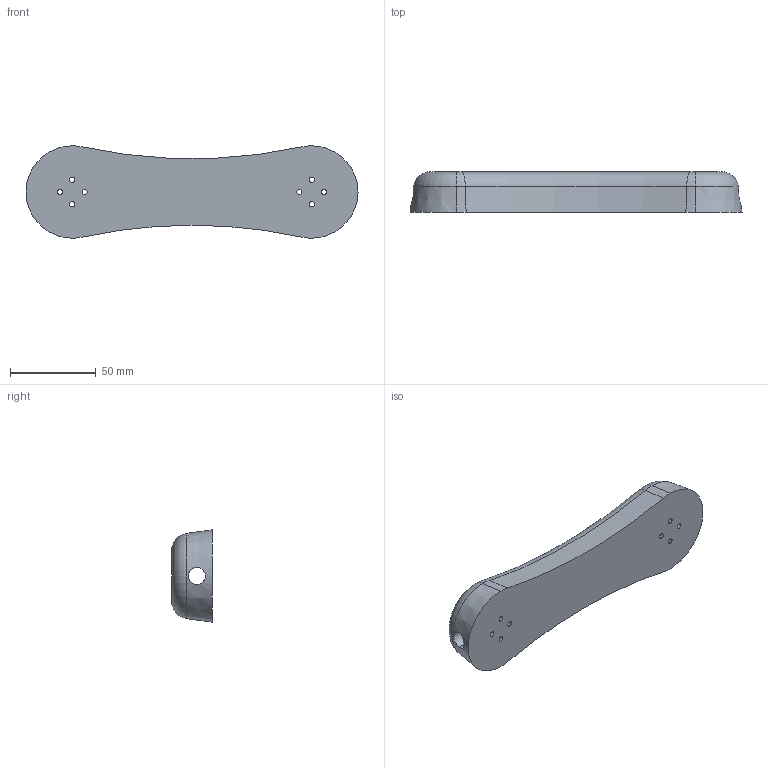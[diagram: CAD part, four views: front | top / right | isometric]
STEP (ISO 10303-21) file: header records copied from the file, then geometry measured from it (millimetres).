
FILE_DESCRIPTION (( 'STEP AP203' ), '1' );
FILE_NAME ('Arm 1_Default_sldprt.STEP', '2024-12-26T22:50:20', ( '' ), ( '' ), 'SwSTEP 2.0', 'SolidWorks 2023', '' );
FILE_SCHEMA (( 'CONFIG_CONTROL_DESIGN' ));
Length unit declared in the file: millimetre
Products named in the file (1): Arm 1_Default_sldprt
Bounding box: 194 x 23.7 x 54 mm (x, y, z)
Volume: 137983.9 mm3; surface area: 33842.9 mm2
Topology: 1 solids, 1 shells, 135 faces, 359 edges, 235 vertices
Faces by surface type: plane 59, cylinder 28, bspline 27, cone 12, torus 9
Entity records: 6274 total; most frequent: CARTESIAN_POINT 2945, ORIENTED_EDGE 718, DIRECTION 589, EDGE_CURVE 359, VERTEX_POINT 235, AXIS2_PLACEMENT_3D 199, LINE 191, VECTOR 191
